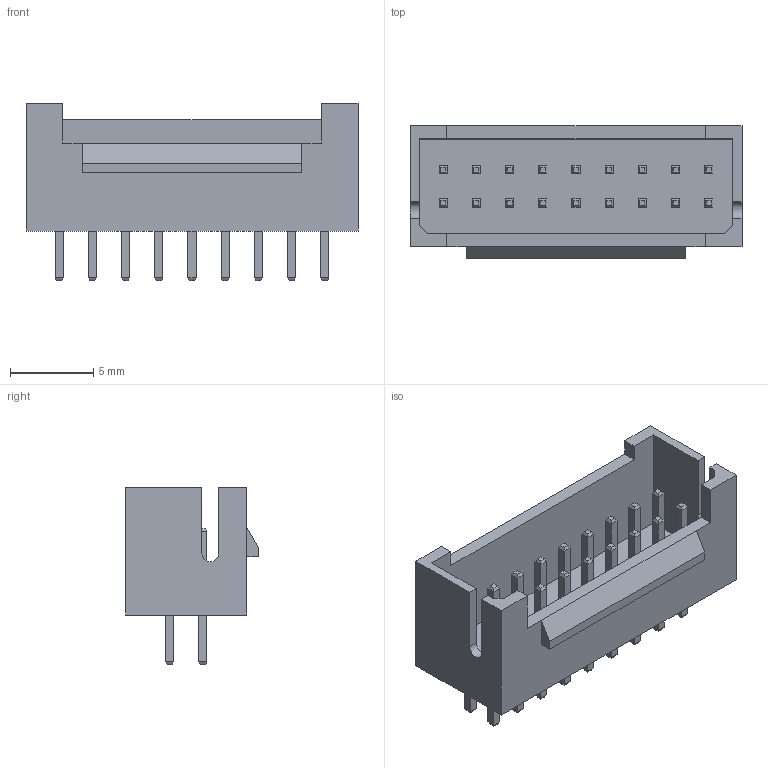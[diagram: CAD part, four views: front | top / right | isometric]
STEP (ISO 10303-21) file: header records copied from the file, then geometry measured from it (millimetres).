
FILE_DESCRIPTION (( 'STEP AP214' ), '1' );
FILE_NAME ('User Library-phb-2x9.STEP', '2021-01-23T07:27:36', ( '' ), ( '' ), 'SwSTEP 2.0', 'SolidWorks 2020', '' );
FILE_SCHEMA (( 'AUTOMOTIVE_DESIGN' ));
Length unit declared in the file: millimetre
Products named in the file (3): PHB-2X9; User Library-phb-2x9; PIN_0_5X0_5
Assembly tree (19 placements, depth 2):
  User Library-phb-2x9
    PHB-2X9
    PIN_0_5X0_5  x18
Bounding box: 20 x 8 x 10.7 mm (x, y, z)
Volume: 420.3 mm3; surface area: 1264.7 mm2
Topology: 19 solids, 19 shells, 357 faces, 811 edges, 492 vertices
Faces by surface type: plane 355, cylinder 2
Entity records: 5380 total; most frequent: CARTESIAN_POINT 696, ORIENTED_EDGE 670, DIRECTION 621, EDGE_CURVE 335, VECTOR 331, LINE 331, VERTEX_POINT 220, EDGE_LOOP 155
